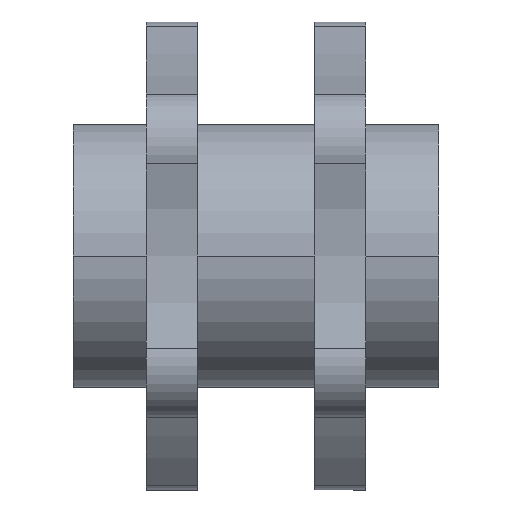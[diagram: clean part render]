
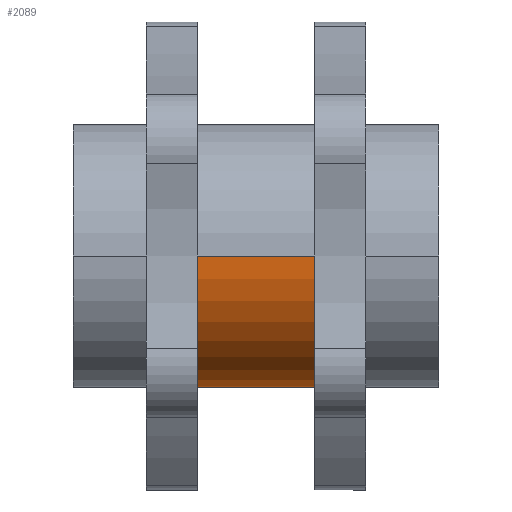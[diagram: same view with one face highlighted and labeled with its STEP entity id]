
A CAD part, left-side view. The second image highlights one B-rep face of the part: STEP entity #2089.
In plain terms, the highlighted cylindrical face has radius 31.5 mm (diameter 63 mm), a partial arc.
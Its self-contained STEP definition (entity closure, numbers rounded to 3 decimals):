
#193=CARTESIAN_POINT('',(0.,5.25,0.));
#194=DIRECTION('',(0.,1.,0.));
#195=DIRECTION('',(1.,0.,0.));
#196=AXIS2_PLACEMENT_3D('',#193,#194,#195);
#313=CARTESIAN_POINT('',(0.,-22.75,0.));
#314=DIRECTION('',(0.,1.,0.));
#315=DIRECTION('',(1.,0.,0.));
#316=AXIS2_PLACEMENT_3D('',#313,#314,#315);
#808=DIRECTION('',(0.,-1.,0.));
#809=VECTOR('',#808,28.);
#810=CARTESIAN_POINT('',(31.5,5.25,0.));
#811=LINE('',#810,#809);
#812=DIRECTION('',(0.,-1.,0.));
#813=VECTOR('',#812,28.);
#814=CARTESIAN_POINT('',(-31.5,5.25,0.));
#815=LINE('',#814,#813);
#1028=CARTESIAN_POINT('',(31.5,5.25,0.));
#1029=CARTESIAN_POINT('',(-31.5,5.25,0.));
#1030=VERTEX_POINT('',#1028);
#1031=VERTEX_POINT('',#1029);
#1032=CARTESIAN_POINT('',(31.5,-22.75,0.));
#1033=CARTESIAN_POINT('',(-31.5,-22.75,0.));
#1034=VERTEX_POINT('',#1032);
#1035=VERTEX_POINT('',#1033);
#2076=CARTESIAN_POINT('',(0.,35.,0.));
#2077=DIRECTION('',(0.,1.,0.));
#2078=DIRECTION('',(1.,0.,0.));
#2079=AXIS2_PLACEMENT_3D('',#2076,#2077,#2078);
#2080=CYLINDRICAL_SURFACE('',#2079,31.5);
#2081=ORIENTED_EDGE('',*,*,#1317,.T.);
#2083=ORIENTED_EDGE('',*,*,#2082,.T.);
#2084=ORIENTED_EDGE('',*,*,#1538,.F.);
#2086=ORIENTED_EDGE('',*,*,#2085,.F.);
#2087=EDGE_LOOP('',(#2081,#2083,#2084,#2086));
#2088=FACE_OUTER_BOUND('',#2087,.F.);
#2089=ADVANCED_FACE('',(#2088),#2080,.T.);
#197=CIRCLE('',#196,31.5);
#317=CIRCLE('',#316,31.5);
#1317=EDGE_CURVE('',#1030,#1031,#197,.T.);
#1538=EDGE_CURVE('',#1034,#1035,#317,.T.);
#2082=EDGE_CURVE('',#1031,#1035,#815,.T.);
#2085=EDGE_CURVE('',#1030,#1034,#811,.T.);
